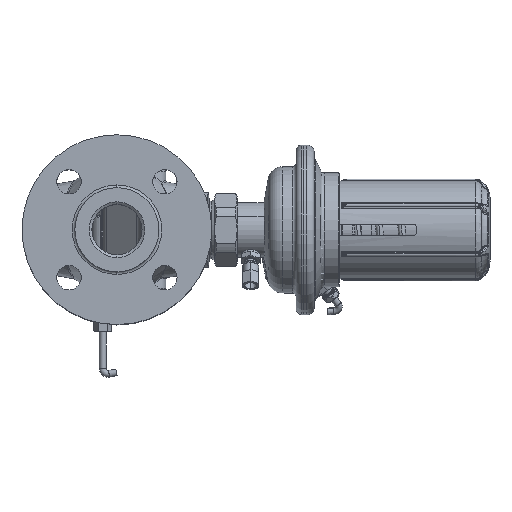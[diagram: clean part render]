
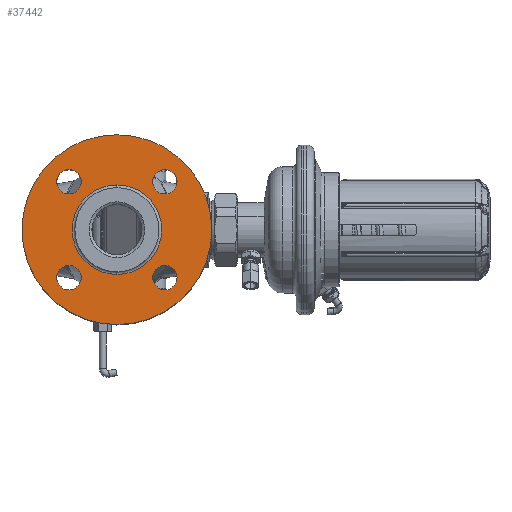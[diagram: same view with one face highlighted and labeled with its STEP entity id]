
A CAD part, top view. The second image highlights one B-rep face of the part: STEP entity #37442.
In plain terms, the highlighted planar face has unit normal (0, 0, 1).
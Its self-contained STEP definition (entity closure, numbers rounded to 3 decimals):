
#4511=CARTESIAN_POINT('',(-134.6,0.,88.));
#4512=DIRECTION('',(0.,0.,1.));
#4513=DIRECTION('',(0.,1.,0.));
#4514=AXIS2_PLACEMENT_3D('',#4511,#4512,#4513);
#4516=CARTESIAN_POINT('',(-134.6,0.,88.));
#4517=DIRECTION('',(0.,0.,-1.));
#4518=DIRECTION('',(0.,1.,0.));
#4519=AXIS2_PLACEMENT_3D('',#4516,#4517,#4518);
#4521=CARTESIAN_POINT('',(-134.6,0.,88.));
#4522=DIRECTION('',(0.,0.,1.));
#4523=DIRECTION('',(0.,1.,0.));
#4524=AXIS2_PLACEMENT_3D('',#4521,#4522,#4523);
#4526=CARTESIAN_POINT('',(-134.6,0.,88.));
#4527=DIRECTION('',(0.,0.,-1.));
#4528=DIRECTION('',(0.,1.,0.));
#4529=AXIS2_PLACEMENT_3D('',#4526,#4527,#4528);
#4531=CARTESIAN_POINT('',(-99.245,-35.355,88.));
#4532=DIRECTION('',(0.,0.,-1.));
#4533=DIRECTION('',(0.,1.,0.));
#4534=AXIS2_PLACEMENT_3D('',#4531,#4532,#4533);
#4536=CARTESIAN_POINT('',(-99.245,-35.355,88.));
#4537=DIRECTION('',(0.,0.,-1.));
#4538=DIRECTION('',(0.,-1.,0.));
#4539=AXIS2_PLACEMENT_3D('',#4536,#4537,#4538);
#4541=CARTESIAN_POINT('',(-99.245,35.355,88.));
#4542=DIRECTION('',(0.,0.,-1.));
#4543=DIRECTION('',(0.,1.,0.));
#4544=AXIS2_PLACEMENT_3D('',#4541,#4542,#4543);
#4546=CARTESIAN_POINT('',(-99.245,35.355,88.));
#4547=DIRECTION('',(0.,0.,-1.));
#4548=DIRECTION('',(0.,-1.,0.));
#4549=AXIS2_PLACEMENT_3D('',#4546,#4547,#4548);
#4551=CARTESIAN_POINT('',(-169.955,35.355,88.));
#4552=DIRECTION('',(0.,0.,-1.));
#4553=DIRECTION('',(0.,1.,0.));
#4554=AXIS2_PLACEMENT_3D('',#4551,#4552,#4553);
#4556=CARTESIAN_POINT('',(-169.955,35.355,88.));
#4557=DIRECTION('',(0.,0.,-1.));
#4558=DIRECTION('',(0.,-1.,0.));
#4559=AXIS2_PLACEMENT_3D('',#4556,#4557,#4558);
#4561=CARTESIAN_POINT('',(-169.955,-35.355,88.));
#4562=DIRECTION('',(0.,0.,-1.));
#4563=DIRECTION('',(0.,1.,0.));
#4564=AXIS2_PLACEMENT_3D('',#4561,#4562,#4563);
#4566=CARTESIAN_POINT('',(-169.955,-35.355,88.));
#4567=DIRECTION('',(0.,0.,-1.));
#4568=DIRECTION('',(0.,-1.,0.));
#4569=AXIS2_PLACEMENT_3D('',#4566,#4567,#4568);
#31491=CARTESIAN_POINT('',(-134.6,70.,88.));
#31493=VERTEX_POINT('',#31491);
#31494=CARTESIAN_POINT('',(-134.6,33.,88.));
#31496=VERTEX_POINT('',#31494);
#31513=CARTESIAN_POINT('',(-134.6,-70.,88.));
#31515=VERTEX_POINT('',#31513);
#31516=CARTESIAN_POINT('',(-134.6,-33.,88.));
#31518=VERTEX_POINT('',#31516);
#31609=CARTESIAN_POINT('',(-99.245,-26.355,88.));
#31610=CARTESIAN_POINT('',(-99.245,-44.355,88.));
#31611=VERTEX_POINT('',#31609);
#31612=VERTEX_POINT('',#31610);
#31617=CARTESIAN_POINT('',(-99.245,44.355,88.));
#31618=CARTESIAN_POINT('',(-99.245,26.355,88.));
#31619=VERTEX_POINT('',#31617);
#31620=VERTEX_POINT('',#31618);
#31625=CARTESIAN_POINT('',(-169.955,44.355,88.));
#31626=CARTESIAN_POINT('',(-169.955,26.355,88.));
#31627=VERTEX_POINT('',#31625);
#31628=VERTEX_POINT('',#31626);
#31633=CARTESIAN_POINT('',(-169.955,-26.355,88.));
#31634=CARTESIAN_POINT('',(-169.955,-44.355,88.));
#31635=VERTEX_POINT('',#31633);
#31636=VERTEX_POINT('',#31634);
#37403=CARTESIAN_POINT('',(-134.6,0.,88.));
#37404=DIRECTION('',(0.,0.,-1.));
#37405=DIRECTION('',(0.,-1.,0.));
#37406=AXIS2_PLACEMENT_3D('',#37403,#37404,#37405);
#37407=PLANE('',#37406);
#37409=ORIENTED_EDGE('',*,*,#37408,.F.);
#37411=ORIENTED_EDGE('',*,*,#37410,.T.);
#37412=EDGE_LOOP('',(#37409,#37411));
#37413=FACE_OUTER_BOUND('',#37412,.F.);
#37414=ORIENTED_EDGE('',*,*,#37396,.F.);
#37415=ORIENTED_EDGE('',*,*,#37385,.T.);
#37416=EDGE_LOOP('',(#37414,#37415));
#37417=FACE_BOUND('',#37416,.F.);
#37419=ORIENTED_EDGE('',*,*,#37418,.F.);
#37421=ORIENTED_EDGE('',*,*,#37420,.F.);
#37422=EDGE_LOOP('',(#37419,#37421));
#37423=FACE_BOUND('',#37422,.F.);
#37425=ORIENTED_EDGE('',*,*,#37424,.F.);
#37427=ORIENTED_EDGE('',*,*,#37426,.F.);
#37428=EDGE_LOOP('',(#37425,#37427));
#37429=FACE_BOUND('',#37428,.F.);
#37431=ORIENTED_EDGE('',*,*,#37430,.F.);
#37433=ORIENTED_EDGE('',*,*,#37432,.F.);
#37434=EDGE_LOOP('',(#37431,#37433));
#37435=FACE_BOUND('',#37434,.F.);
#37437=ORIENTED_EDGE('',*,*,#37436,.F.);
#37439=ORIENTED_EDGE('',*,*,#37438,.F.);
#37440=EDGE_LOOP('',(#37437,#37439));
#37441=FACE_BOUND('',#37440,.F.);
#37442=ADVANCED_FACE('',(#37413,#37417,#37423,#37429,#37435,#37441),#37407,.F.);
#4515=CIRCLE('',#4514,33.);
#4520=CIRCLE('',#4519,33.);
#4525=CIRCLE('',#4524,70.);
#4530=CIRCLE('',#4529,70.);
#4535=CIRCLE('',#4534,9.);
#4540=CIRCLE('',#4539,9.);
#4545=CIRCLE('',#4544,9.);
#4550=CIRCLE('',#4549,9.);
#4555=CIRCLE('',#4554,9.);
#4560=CIRCLE('',#4559,9.);
#4565=CIRCLE('',#4564,9.);
#4570=CIRCLE('',#4569,9.);
#37385=EDGE_CURVE('',#31496,#31518,#4515,.T.);
#37396=EDGE_CURVE('',#31496,#31518,#4520,.T.);
#37408=EDGE_CURVE('',#31493,#31515,#4525,.T.);
#37410=EDGE_CURVE('',#31493,#31515,#4530,.T.);
#37418=EDGE_CURVE('',#31611,#31612,#4535,.T.);
#37420=EDGE_CURVE('',#31612,#31611,#4540,.T.);
#37424=EDGE_CURVE('',#31619,#31620,#4545,.T.);
#37426=EDGE_CURVE('',#31620,#31619,#4550,.T.);
#37430=EDGE_CURVE('',#31627,#31628,#4555,.T.);
#37432=EDGE_CURVE('',#31628,#31627,#4560,.T.);
#37436=EDGE_CURVE('',#31635,#31636,#4565,.T.);
#37438=EDGE_CURVE('',#31636,#31635,#4570,.T.);
